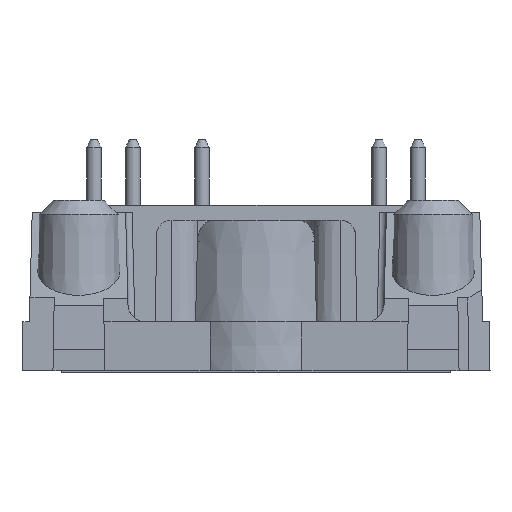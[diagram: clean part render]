
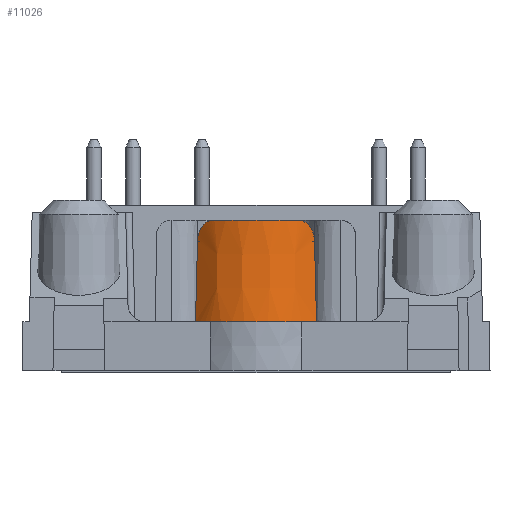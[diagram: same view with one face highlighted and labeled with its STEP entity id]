
A CAD part, left-side view. The second image highlights one B-rep face of the part: STEP entity #11026.
In plain terms, the highlighted conical face has half-angle 1 degrees and reference radius 5.5 mm.
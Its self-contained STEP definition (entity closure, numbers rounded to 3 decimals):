
#102=B_SPLINE_CURVE_WITH_KNOTS('',3,(#14661,#14662,#14663,#14664,#14665),
 .UNSPECIFIED.,.F.,.F.,(4,1,4),(0.,0.001,0.002),
 .UNSPECIFIED.);
#103=B_SPLINE_CURVE_WITH_KNOTS('',3,(#14675,#14676,#14677,#14678,#14679),
 .UNSPECIFIED.,.F.,.F.,(4,1,4),(0.,0.001,0.002),
 .UNSPECIFIED.);
#105=B_SPLINE_CURVE_WITH_KNOTS('',3,(#14749,#14750,#14751,#14752),
 .UNSPECIFIED.,.F.,.F.,(4,4),(0.,0.006),.UNSPECIFIED.);
#108=B_SPLINE_CURVE_WITH_KNOTS('',3,(#14770,#14771,#14772,#14773),
 .UNSPECIFIED.,.F.,.F.,(4,4),(0.,0.006),.UNSPECIFIED.);
#1978=CONICAL_SURFACE('',#11656,5.5,0.017);
#2263=ORIENTED_EDGE('',*,*,#4523,.T.);
#2264=ORIENTED_EDGE('',*,*,#4568,.F.);
#2265=ORIENTED_EDGE('',*,*,#4569,.F.);
#2266=ORIENTED_EDGE('',*,*,#4570,.F.);
#2267=ORIENTED_EDGE('',*,*,#4517,.F.);
#2268=ORIENTED_EDGE('',*,*,#4486,.F.);
#2269=ORIENTED_EDGE('',*,*,#4483,.T.);
#2270=ORIENTED_EDGE('',*,*,#4481,.F.);
#4481=EDGE_CURVE('',#5677,#5678,#102,.T.);
#4483=EDGE_CURVE('',#5679,#5678,#6493,.F.);
#4486=EDGE_CURVE('',#5679,#5681,#103,.T.);
#4517=EDGE_CURVE('',#5681,#5699,#105,.T.);
#4523=EDGE_CURVE('',#5677,#5702,#108,.T.);
#4568=EDGE_CURVE('',#5731,#5702,#6520,.T.);
#4569=EDGE_CURVE('',#5732,#5731,#6521,.T.);
#4570=EDGE_CURVE('',#5699,#5732,#6522,.T.);
#5677=VERTEX_POINT('',#14660);
#5678=VERTEX_POINT('',#14666);
#5679=VERTEX_POINT('',#14670);
#5681=VERTEX_POINT('',#14680);
#5699=VERTEX_POINT('',#14753);
#5702=VERTEX_POINT('',#14769);
#5731=VERTEX_POINT('',#14879);
#5732=VERTEX_POINT('',#14881);
#6493=CIRCLE('',#11586,5.377);
#6520=CIRCLE('',#11657,5.5);
#6521=CIRCLE('',#11658,5.5);
#6522=CIRCLE('',#11659,5.5);
#6737=EDGE_LOOP('',(#2263,#2264,#2265,#2266,#2267,#2268,#2269,#2270));
#7435=FACE_BOUND('',#6737,.T.);
#11026=ADVANCED_FACE('',(#7435),#1978,.T.);
#11586=AXIS2_PLACEMENT_3D('',#14669,#12415,#12416);
#11656=AXIS2_PLACEMENT_3D('',#14877,#12599,#12600);
#11657=AXIS2_PLACEMENT_3D('',#14878,#12601,#12602);
#11658=AXIS2_PLACEMENT_3D('',#14880,#12603,#12604);
#11659=AXIS2_PLACEMENT_3D('',#14882,#12605,#12606);
#12415=DIRECTION('',(0.,0.,1.));
#12416=DIRECTION('',(1.,0.,0.));
#12599=DIRECTION('',(0.,0.,-1.));
#12600=DIRECTION('',(-1.,0.,0.));
#12601=DIRECTION('',(0.,0.,-1.));
#12602=DIRECTION('',(-1.,0.,0.));
#12603=DIRECTION('',(0.,0.,-1.));
#12604=DIRECTION('',(-1.,0.,0.));
#12605=DIRECTION('',(0.,0.,-1.));
#12606=DIRECTION('',(-1.,0.,0.));
#14660=CARTESIAN_POINT('',(-31.061,4.063,8.976));
#14661=CARTESIAN_POINT('',(-31.061,4.063,8.976));
#14662=CARTESIAN_POINT('',(-31.061,4.054,9.372));
#14663=CARTESIAN_POINT('',(-31.318,3.829,10.144));
#14664=CARTESIAN_POINT('',(-31.821,3.224,10.45));
#14665=CARTESIAN_POINT('',(-32.034,2.89,10.45));
#14666=CARTESIAN_POINT('',(-32.034,2.89,10.45));
#14669=CARTESIAN_POINT('',(-27.5,0.,10.45));
#14670=CARTESIAN_POINT('',(-32.034,-2.89,10.45));
#14675=CARTESIAN_POINT('',(-32.034,-2.89,10.45));
#14676=CARTESIAN_POINT('',(-31.821,-3.224,10.45));
#14677=CARTESIAN_POINT('',(-31.319,-3.827,10.146));
#14678=CARTESIAN_POINT('',(-31.061,-4.054,9.372));
#14679=CARTESIAN_POINT('',(-31.061,-4.063,8.976));
#14680=CARTESIAN_POINT('',(-31.061,-4.063,8.976));
#14749=CARTESIAN_POINT('',(-31.061,-4.063,8.976));
#14750=CARTESIAN_POINT('',(-31.057,-4.11,7.117));
#14751=CARTESIAN_POINT('',(-31.053,-4.156,5.259));
#14752=CARTESIAN_POINT('',(-31.049,-4.201,3.4));
#14753=CARTESIAN_POINT('',(-31.049,-4.201,3.4));
#14769=CARTESIAN_POINT('',(-31.049,4.201,3.4));
#14770=CARTESIAN_POINT('',(-31.061,4.063,8.976));
#14771=CARTESIAN_POINT('',(-31.057,4.11,7.117));
#14772=CARTESIAN_POINT('',(-31.053,4.156,5.259));
#14773=CARTESIAN_POINT('',(-31.049,4.201,3.4));
#14877=CARTESIAN_POINT('',(-27.5,0.,3.4));
#14878=CARTESIAN_POINT('',(-27.5,0.,3.4));
#14879=CARTESIAN_POINT('',(-32.,3.162,3.4));
#14880=CARTESIAN_POINT('',(-27.5,0.,3.4));
#14881=CARTESIAN_POINT('',(-32.,-3.162,3.4));
#14882=CARTESIAN_POINT('',(-27.5,0.,3.4));
